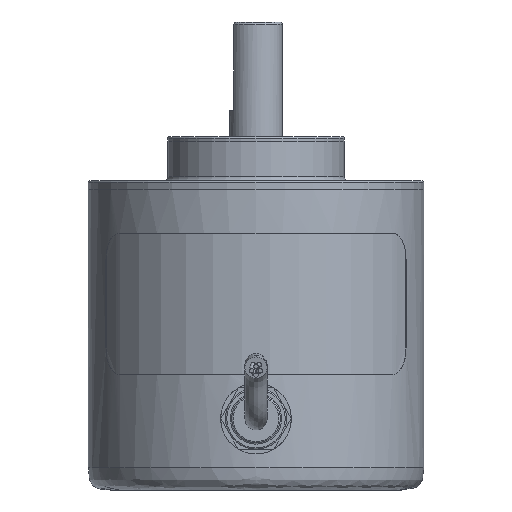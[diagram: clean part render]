
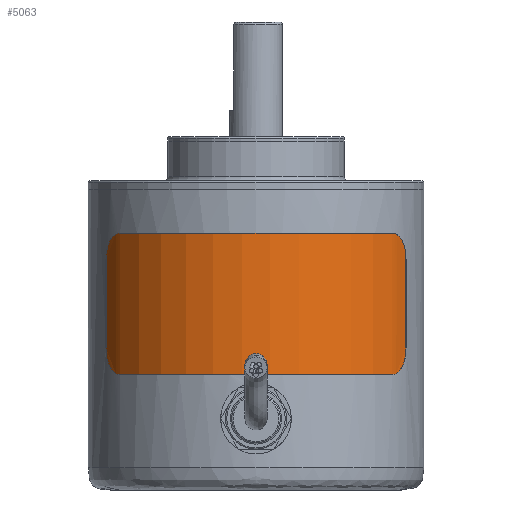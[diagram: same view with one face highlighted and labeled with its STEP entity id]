
A CAD part, left-side view. The second image highlights one B-rep face of the part: STEP entity #5063.
In plain terms, the highlighted cylindrical face has radius 19.013 mm (diameter 38.026 mm), a partial arc.
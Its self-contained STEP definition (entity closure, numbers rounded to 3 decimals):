
#338=FACE_OUTER_BOUND('',#631,.T.);
#631=EDGE_LOOP('',(#3878,#3879,#3880,#3881,#3882,#3883,#3884,#3885));
#754=CIRCLE('',#5388,19.013);
#755=CIRCLE('',#5389,19.013);
#1203=B_SPLINE_CURVE_WITH_KNOTS('',3,(#14678,#14679,#14680,#14681,#14682),
 .UNSPECIFIED.,.F.,.F.,(4,1,4),(0.,0.673,1.571),
 .UNSPECIFIED.);
#1204=B_SPLINE_CURVE_WITH_KNOTS('',3,(#14686,#14687,#14688,#14689,#14690),
 .UNSPECIFIED.,.F.,.F.,(4,1,4),(0.,0.673,1.571),
 .UNSPECIFIED.);
#1205=B_SPLINE_CURVE_WITH_KNOTS('',3,(#14694,#14695,#14696,#14697,#14698),
 .UNSPECIFIED.,.F.,.F.,(4,1,4),(0.,0.673,1.571),
 .UNSPECIFIED.);
#1206=B_SPLINE_CURVE_WITH_KNOTS('',3,(#14702,#14703,#14704,#14705,#14706,
#14707),.UNSPECIFIED.,.F.,.F.,(4,1,1,4),(0.,0.673,1.122,
1.571),.UNSPECIFIED.);
#1462=LINE('',#14684,#1708);
#1463=LINE('',#14700,#1709);
#1708=VECTOR('',#6155,10.);
#1709=VECTOR('',#6158,10.);
#2208=VERTEX_POINT('',#14676);
#2209=VERTEX_POINT('',#14677);
#2210=VERTEX_POINT('',#14683);
#2211=VERTEX_POINT('',#14685);
#2212=VERTEX_POINT('',#14691);
#2213=VERTEX_POINT('',#14693);
#2214=VERTEX_POINT('',#14699);
#2215=VERTEX_POINT('',#14701);
#2902=EDGE_CURVE('',#2208,#2209,#1203,.T.);
#2903=EDGE_CURVE('',#2209,#2210,#1462,.T.);
#2904=EDGE_CURVE('',#2210,#2211,#1204,.T.);
#2905=EDGE_CURVE('',#2211,#2212,#754,.T.);
#2906=EDGE_CURVE('',#2212,#2213,#1205,.T.);
#2907=EDGE_CURVE('',#2213,#2214,#1463,.T.);
#2908=EDGE_CURVE('',#2214,#2215,#1206,.T.);
#2909=EDGE_CURVE('',#2215,#2208,#755,.T.);
#3878=ORIENTED_EDGE('',*,*,#2902,.T.);
#3879=ORIENTED_EDGE('',*,*,#2903,.T.);
#3880=ORIENTED_EDGE('',*,*,#2904,.T.);
#3881=ORIENTED_EDGE('',*,*,#2905,.T.);
#3882=ORIENTED_EDGE('',*,*,#2906,.T.);
#3883=ORIENTED_EDGE('',*,*,#2907,.T.);
#3884=ORIENTED_EDGE('',*,*,#2908,.T.);
#3885=ORIENTED_EDGE('',*,*,#2909,.T.);
#4835=CYLINDRICAL_SURFACE('',#5387,19.013);
#5063=ADVANCED_FACE('',(#338),#4835,.T.);
#5387=AXIS2_PLACEMENT_3D('',#14675,#6153,#6154);
#5388=AXIS2_PLACEMENT_3D('',#14692,#6156,#6157);
#5389=AXIS2_PLACEMENT_3D('',#14708,#6159,#6160);
#6153=DIRECTION('center_axis',(0.,0.,1.));
#6154=DIRECTION('ref_axis',(-1.,0.,0.));
#6155=DIRECTION('',(0.,0.,1.));
#6156=DIRECTION('center_axis',(0.,0.,-1.));
#6157=DIRECTION('ref_axis',(-0.584,-0.812,0.));
#6158=DIRECTION('',(0.,0.,-1.));
#6159=DIRECTION('center_axis',(0.,0.,1.));
#6160=DIRECTION('ref_axis',(-0.584,0.812,0.));
#14675=CARTESIAN_POINT('Origin',(0.,0.,0.));
#14676=CARTESIAN_POINT('',(-11.1,-15.436,13.088));
#14677=CARTESIAN_POINT('',(-8.535,-16.99,16.088));
#14678=CARTESIAN_POINT('Ctrl Pts',(-11.1,-15.436,13.088));
#14679=CARTESIAN_POINT('Ctrl Pts',(-10.553,-15.83,
13.088));
#14680=CARTESIAN_POINT('Ctrl Pts',(-9.216,-16.667,
13.635));
#14681=CARTESIAN_POINT('Ctrl Pts',(-8.535,-16.99,15.19));
#14682=CARTESIAN_POINT('Ctrl Pts',(-8.535,-16.99,16.088));
#14683=CARTESIAN_POINT('',(-8.535,-16.99,26.088));
#14684=CARTESIAN_POINT('',(-8.535,-16.99,16.088));
#14685=CARTESIAN_POINT('',(-11.1,-15.436,29.088));
#14686=CARTESIAN_POINT('Ctrl Pts',(-8.535,-16.99,26.088));
#14687=CARTESIAN_POINT('Ctrl Pts',(-8.535,-16.99,26.761));
#14688=CARTESIAN_POINT('Ctrl Pts',(-9.031,-16.757,
28.336));
#14689=CARTESIAN_POINT('Ctrl Pts',(-10.371,-15.961,
29.088));
#14690=CARTESIAN_POINT('Ctrl Pts',(-11.1,-15.436,29.088));
#14691=CARTESIAN_POINT('',(-11.1,15.436,29.088));
#14692=CARTESIAN_POINT('Origin',(0.,0.,29.088));
#14693=CARTESIAN_POINT('',(-8.535,16.99,26.088));
#14694=CARTESIAN_POINT('Ctrl Pts',(-11.1,15.436,29.088));
#14695=CARTESIAN_POINT('Ctrl Pts',(-10.553,15.83,29.088));
#14696=CARTESIAN_POINT('Ctrl Pts',(-9.216,16.666,28.54));
#14697=CARTESIAN_POINT('Ctrl Pts',(-8.535,16.99,26.985));
#14698=CARTESIAN_POINT('Ctrl Pts',(-8.535,16.99,26.088));
#14699=CARTESIAN_POINT('',(-8.535,16.99,16.088));
#14700=CARTESIAN_POINT('',(-8.535,16.99,26.088));
#14701=CARTESIAN_POINT('',(-11.1,15.436,13.088));
#14702=CARTESIAN_POINT('Ctrl Pts',(-8.535,16.99,16.088));
#14703=CARTESIAN_POINT('Ctrl Pts',(-8.535,16.99,15.415));
#14704=CARTESIAN_POINT('Ctrl Pts',(-8.889,16.819,14.297));
#14705=CARTESIAN_POINT('Ctrl Pts',(-9.988,16.195,13.293));
#14706=CARTESIAN_POINT('Ctrl Pts',(-10.736,15.699,13.088));
#14707=CARTESIAN_POINT('Ctrl Pts',(-11.1,15.436,13.088));
#14708=CARTESIAN_POINT('Origin',(0.,0.,13.088));
